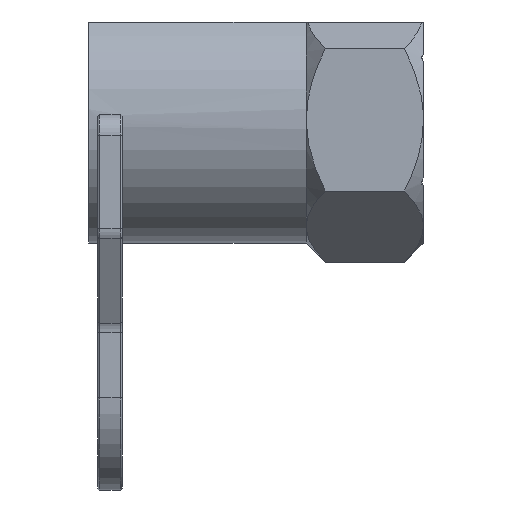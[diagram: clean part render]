
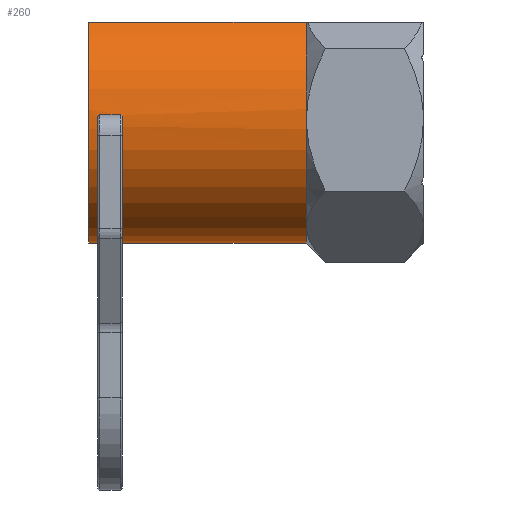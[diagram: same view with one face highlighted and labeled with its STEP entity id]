
A CAD part, left-side view. The second image highlights one B-rep face of the part: STEP entity #260.
In plain terms, the highlighted cylindrical face has radius 36.806 mm (diameter 73.612 mm), a partial arc.
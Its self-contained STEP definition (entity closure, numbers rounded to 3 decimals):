
#240 = EDGE_CURVE ( 'NONE', #245, #265, #1035, .T. ) ;
#241 = VERTEX_POINT ( 'NONE', #1030 ) ;
#242 = VERTEX_POINT ( 'NONE', #1029 ) ;
#245 = VERTEX_POINT ( 'NONE', #1021 ) ;
#247 = ORIENTED_EDGE ( 'NONE', *, *, #251, .T. ) ;
#251 = EDGE_CURVE ( 'NONE', #245, #241, #1014, .T. ) ;
#260 = ADVANCED_FACE ( 'NONE', ( #1052, #1054 ), #1046, .T. ) ;
#261 = VERTEX_POINT ( 'NONE', #1047 ) ;
#262 = VERTEX_POINT ( 'NONE', #1041 ) ;
#264 = EDGE_CURVE ( 'NONE', #261, #265, #1040, .T. ) ;
#265 = VERTEX_POINT ( 'NONE', #1091 ) ;
#267 = ORIENTED_EDGE ( 'NONE', *, *, #240, .F. ) ;
#268 = ORIENTED_EDGE ( 'NONE', *, *, #264, .T. ) ;
#270 = EDGE_LOOP ( 'NONE', ( #268, #267, #247, #297, #299, #294 ) ) ;
#285 = ORIENTED_EDGE ( 'NONE', *, *, #286, .F. ) ;
#286 = EDGE_CURVE ( 'NONE', #287, #291, #1115, .T. ) ;
#287 = VERTEX_POINT ( 'NONE', #1111 ) ;
#288 = EDGE_CURVE ( 'NONE', #287, #262, #1110, .T. ) ;
#289 = EDGE_CURVE ( 'NONE', #262, #298, #1106, .T. ) ;
#291 = VERTEX_POINT ( 'NONE', #1101 ) ;
#293 = ORIENTED_EDGE ( 'NONE', *, *, #289, .T. ) ;
#294 = ORIENTED_EDGE ( 'NONE', *, *, #304, .T. ) ;
#296 = EDGE_CURVE ( 'NONE', #241, #242, #1159, .T. ) ;
#297 = ORIENTED_EDGE ( 'NONE', *, *, #296, .T. ) ;
#298 = VERTEX_POINT ( 'NONE', #1155 ) ;
#299 = ORIENTED_EDGE ( 'NONE', *, *, #300, .T. ) ;
#300 = EDGE_CURVE ( 'NONE', #242, #301, #1154, .T. ) ;
#301 = VERTEX_POINT ( 'NONE', #1153 ) ;
#302 = ORIENTED_EDGE ( 'NONE', *, *, #288, .T. ) ;
#303 = EDGE_LOOP ( 'NONE', ( #285, #302, #293, #325 ) ) ;
#304 = EDGE_CURVE ( 'NONE', #301, #261, #1152, .T. ) ;
#322 = EDGE_CURVE ( 'NONE', #298, #291, #1174, .T. ) ;
#325 = ORIENTED_EDGE ( 'NONE', *, *, #322, .T. ) ;
#1007 = CARTESIAN_POINT ( 'NONE',  ( -36.785, 97.146, 1.26 ) ) ;
#1008 = CARTESIAN_POINT ( 'NONE',  ( -36.789, 97.2, 1.13 ) ) ;
#1009 = CARTESIAN_POINT ( 'NONE',  ( -36.792, 97.2, 0.998 ) ) ;
#1014 = B_SPLINE_CURVE_WITH_KNOTS ( 'NONE', 3,
 ( #1009, #1008, #1007, #1065, #1064, #1063 ),
 .UNSPECIFIED., .F., .F.,
 ( 4, 2, 4 ),
 ( 0., 0., 0.001 ),
 .UNSPECIFIED. ) ;
#1021 = CARTESIAN_POINT ( 'NONE',  ( -36.792, 97.2, 0.998 ) ) ;
#1029 = CARTESIAN_POINT ( 'NONE',  ( -36.775, 90.5, 1.5 ) ) ;
#1030 = CARTESIAN_POINT ( 'NONE',  ( -36.775, 96.7, 1.5 ) ) ;
#1031 = DIRECTION ( 'NONE',  ( 0., 0., 1. ) ) ;
#1032 = DIRECTION ( 'NONE',  ( 0., -1., 0. ) ) ;
#1033 = CARTESIAN_POINT ( 'NONE',  ( 0., 97.2, 0. ) ) ;
#1034 = AXIS2_PLACEMENT_3D ( 'NONE', #1033, #1032, #1031 ) ;
#1035 = CIRCLE ( 'NONE', #1034, 36.806 ) ;
#1040 = LINE ( 'NONE', #1094, #1093 ) ;
#1041 = CARTESIAN_POINT ( 'NONE',  ( 0., 35., -36.806 ) ) ;
#1042 = DIRECTION ( 'NONE',  ( 0., 0., -1. ) ) ;
#1043 = DIRECTION ( 'NONE',  ( 0., -1., 0. ) ) ;
#1044 = CARTESIAN_POINT ( 'NONE',  ( 0., 100., 0. ) ) ;
#1045 = AXIS2_PLACEMENT_3D ( 'NONE', #1044, #1043, #1042 ) ;
#1046 = CYLINDRICAL_SURFACE ( 'NONE', #1045, 36.806 ) ;
#1047 = CARTESIAN_POINT ( 'NONE',  ( -36.752, 90., -2. ) ) ;
#1052 = FACE_BOUND ( 'NONE', #270, .T. ) ;
#1054 = FACE_OUTER_BOUND ( 'NONE', #303, .T. ) ;
#1063 = CARTESIAN_POINT ( 'NONE',  ( -36.775, 96.7, 1.5 ) ) ;
#1064 = CARTESIAN_POINT ( 'NONE',  ( -36.775, 96.832, 1.5 ) ) ;
#1065 = CARTESIAN_POINT ( 'NONE',  ( -36.778, 96.962, 1.445 ) ) ;
#1091 = CARTESIAN_POINT ( 'NONE',  ( -36.752, 97.2, -2. ) ) ;
#1092 = DIRECTION ( 'NONE',  ( 0., 1., 0. ) ) ;
#1093 = VECTOR ( 'NONE', #1092, 1000. ) ;
#1094 = CARTESIAN_POINT ( 'NONE',  ( -36.752, -0.001, -2. ) ) ;
#1101 = CARTESIAN_POINT ( 'NONE',  ( -22.415, 100., 29.194 ) ) ;
#1102 = DIRECTION ( 'NONE',  ( 0., 0., 1. ) ) ;
#1103 = DIRECTION ( 'NONE',  ( 0., 1., 0. ) ) ;
#1104 = CARTESIAN_POINT ( 'NONE',  ( 0., 35., 0. ) ) ;
#1105 = AXIS2_PLACEMENT_3D ( 'NONE', #1104, #1103, #1102 ) ;
#1106 = CIRCLE ( 'NONE', #1105, 36.806 ) ;
#1107 = DIRECTION ( 'NONE',  ( 0., -1., 0. ) ) ;
#1108 = VECTOR ( 'NONE', #1107, 1000. ) ;
#1109 = CARTESIAN_POINT ( 'NONE',  ( 0., 100., -36.806 ) ) ;
#1110 = LINE ( 'NONE', #1109, #1108 ) ;
#1111 = CARTESIAN_POINT ( 'NONE',  ( 0., 100., -36.806 ) ) ;
#1112 = DIRECTION ( 'NONE',  ( 0., 0., 1. ) ) ;
#1113 = DIRECTION ( 'NONE',  ( 0., 1., 0. ) ) ;
#1114 = AXIS2_PLACEMENT_3D ( 'NONE', #1120, #1113, #1112 ) ;
#1115 = CIRCLE ( 'NONE', #1114, 36.806 ) ;
#1120 = CARTESIAN_POINT ( 'NONE',  ( 0., 100., 0. ) ) ;
#1141 = DIRECTION ( 'NONE',  ( 0., 0., 1. ) ) ;
#1142 = DIRECTION ( 'NONE',  ( 0., -1., 0. ) ) ;
#1143 = CARTESIAN_POINT ( 'NONE',  ( 0., 90., 0. ) ) ;
#1144 = AXIS2_PLACEMENT_3D ( 'NONE', #1143, #1142, #1141 ) ;
#1146 = CARTESIAN_POINT ( 'NONE',  ( -36.792, 90., 0.998 ) ) ;
#1147 = CARTESIAN_POINT ( 'NONE',  ( -36.789, 90., 1.13 ) ) ;
#1148 = CARTESIAN_POINT ( 'NONE',  ( -36.785, 90.054, 1.26 ) ) ;
#1149 = CARTESIAN_POINT ( 'NONE',  ( -36.778, 90.238, 1.445 ) ) ;
#1150 = CARTESIAN_POINT ( 'NONE',  ( -36.775, 90.368, 1.5 ) ) ;
#1151 = CARTESIAN_POINT ( 'NONE',  ( -36.775, 90.5, 1.5 ) ) ;
#1152 = CIRCLE ( 'NONE', #1144, 36.806 ) ;
#1153 = CARTESIAN_POINT ( 'NONE',  ( -36.792, 90., 0.998 ) ) ;
#1154 = B_SPLINE_CURVE_WITH_KNOTS ( 'NONE', 3,
 ( #1151, #1150, #1149, #1148, #1147, #1146 ),
 .UNSPECIFIED., .F., .F.,
 ( 4, 2, 4 ),
 ( 0., 0., 0.001 ),
 .UNSPECIFIED. ) ;
#1155 = CARTESIAN_POINT ( 'NONE',  ( -22.415, 35., 29.194 ) ) ;
#1156 = DIRECTION ( 'NONE',  ( 0., -1., 0. ) ) ;
#1157 = VECTOR ( 'NONE', #1156, 1000. ) ;
#1158 = CARTESIAN_POINT ( 'NONE',  ( -36.775, 97.2, 1.5 ) ) ;
#1159 = LINE ( 'NONE', #1158, #1157 ) ;
#1167 = DIRECTION ( 'NONE',  ( 0., 1., 0. ) ) ;
#1168 = VECTOR ( 'NONE', #1167, 1000. ) ;
#1169 = CARTESIAN_POINT ( 'NONE',  ( -22.415, 35., 29.194 ) ) ;
#1174 = LINE ( 'NONE', #1169, #1168 ) ;
